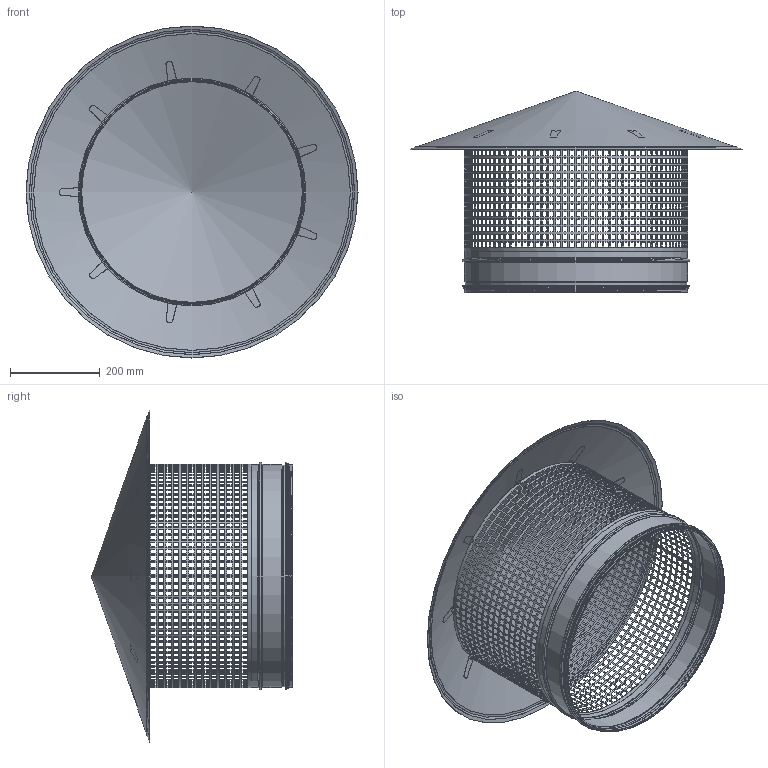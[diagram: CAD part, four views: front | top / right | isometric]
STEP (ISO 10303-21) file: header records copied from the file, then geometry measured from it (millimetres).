
FILE_DESCRIPTION(/* description */ ('Takhatt'),/* implementation_level */ '2;1');
FILE_NAME(/* name */ 'NA10010.stp',/* time_stamp */ '2016-11-28T03:41:40-08:00',/* author */ ('CAD'),/* organization */ (''),/* preprocessor_version */ 'ST-DEVELOPER v16.5',/* originating_system */ 'Autodesk Inventor 2017',/* authorisation */ '');
FILE_SCHEMA (('AUTOMOTIVE_DESIGN { 1 0 10303 214 3 1 1 }'));
Length unit declared in the file: millimetre
Products named in the file (6): HTH-09; HTH-AC; HTH-BB-05; StosStödsick-500; StosStödsickRörämne-500; 999010
Assembly tree (5 placements, depth 3):
  HTH-09
    HTH-AC
    HTH-BB-05
    StosStödsick-500
      StosStödsickRörämne-500
      999010
Bounding box: 741.95 x 450.3 x 741.95 mm (x, y, z)
Volume: 588527.8 mm3; surface area: 1820723.5 mm2
Topology: 4 solids, 4 shells, 6384 faces, 18926 edges, 12533 vertices
Faces by surface type: plane 6104, bspline 126, torus 56, cylinder 52, cone 46
Full cylindrical faces by diameter (mm): 492.95 x1, 493.95 x1, 495.15 x1, 497.75 x6, 498.75 x3, 504.15 x1, 509.15 x1
Entity records: 223507 total; most frequent: CARTESIAN_POINT 41129, ORIENTED_EDGE 37802, DIRECTION 37494, EDGE_CURVE 18901, AXIS2_PLACEMENT_3D 12576, VERTEX_POINT 12531, LINE 12342, VECTOR 12342
